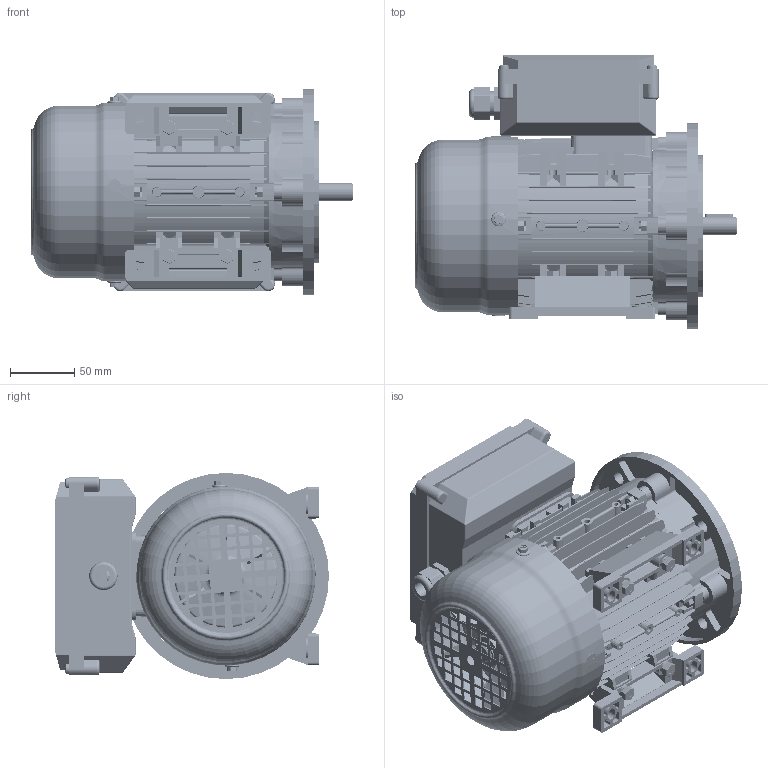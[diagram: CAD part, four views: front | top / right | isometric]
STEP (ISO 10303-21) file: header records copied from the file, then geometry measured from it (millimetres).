
FILE_DESCRIPTION (( 'STEP AP203' ), '1' );
FILE_NAME ('ML2 7112(7114) B35.STEP', '2023-04-17T01:38:39', ( 'Sky123.Org' ), ( 'Sky123.Org' ), 'SwSTEP 2.0', 'SolidWorks 2008', '' );
FILE_SCHEMA (( 'CONFIG_CONTROL_DESIGN' ));
Length unit declared in the file: millimetre
Products named in the file (31): M5X20内六角螺钉_默认; Φ5_默认; 4-14μF_默认; AO71风叶_默认; Φ15轴用挡圈(202)_默认; Φ6_默认; M6螺母(无螺纹)_默认; M4-12_默认; 71#双层风罩_默认; M4_默认; MS71 B3后端盖_默认; ML2 7112(7114) B35; MS71机壳_默认; MS7114转子_默认; MS7114定子_默认; 202轴承_默认; 71#油封(15×28×7)_默认; M5X25内六角螺钉_默认; M5螺母(无螺纹)_默认; 56-71座橡胶垫_默认; 56-71接线板_默认; 71-5｡ﾁ22_ﾄｬﾈﾏ; M16螺套_默认; MS71底脚_默认; 71-80# M6×30_默认; ML63-71接线盒座_默认; M4-14_默认; 50-100μF_默认; ML63-71接线盒盖_默认; M4平头螺钉_默认; MS71 B5法兰端盖_默认
Assembly tree (70 placements, depth 2):
  ML2 7112(7114) B35
    M5螺母(无螺纹)_默认  x7
    202轴承_默认  x2
    56-71座橡胶垫_默认
    M4-14_默认  x6
    50-100μF_默认
    M4-12_默认  x4
    Φ5_默认  x8
    MS71底脚_默认  x2
    71-80# M6×30_默认  x4
    Φ6_默认  x4
    M6螺母(无螺纹)_默认  x4
    ML63-71接线盒盖_默认
    M5X20内六角螺钉_默认
    M5X25内六角螺钉_默认  x7
    56-71接线板_默认
    71#油封(15×28×7)_默认  x2
    AO71风叶_默认
    ML63-71接线盒座_默认
    71-5｡ﾁ22_ﾄｬﾈﾏ
    4-14μF_默认
    71#双层风罩_默认
    MS71 B5法兰端盖_默认
    MS71机壳_默认
    MS7114转子_默认
    M4_默认  x2
    Φ15轴用挡圈(202)_默认
    MS7114定子_默认
    M16螺套_默认
    MS71 B3后端盖_默认
    M4平头螺钉_默认
Bounding box: 249.81 x 212.5 x 160 mm (x, y, z)
Volume: 1760863.3 mm3; surface area: 781245.9 mm2
Topology: 70 solids, 70 shells, 4578 faces, 12010 edges, 7775 vertices
Faces by surface type: plane 2185, cylinder 1644, cone 357, torus 194, bspline 162, sphere 36
Entity records: 146565 total; most frequent: CARTESIAN_POINT 56844, ORIENTED_EDGE 18252, DIRECTION 17465, EDGE_CURVE 9126, AXIS2_PLACEMENT_3D 6364, VERTEX_POINT 5927, VECTOR 4737, LINE 4737
